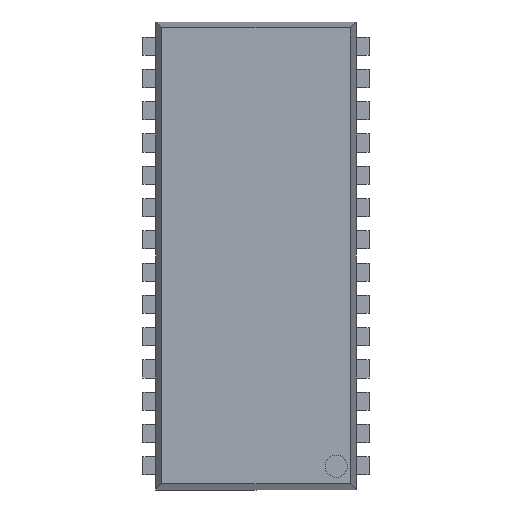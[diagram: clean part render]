
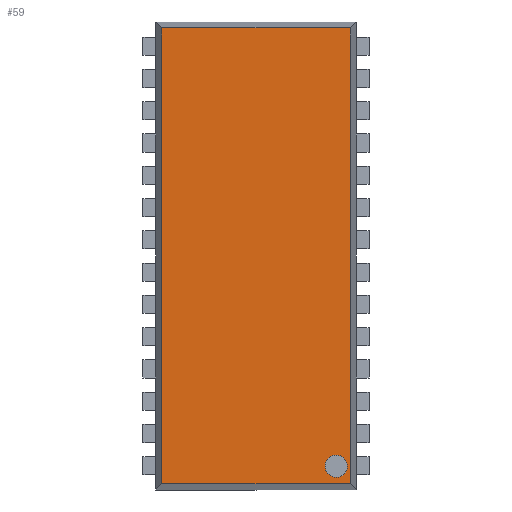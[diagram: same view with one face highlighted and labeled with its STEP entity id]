
A CAD part, top view. The second image highlights one B-rep face of the part: STEP entity #59.
In plain terms, the highlighted planar face has unit normal (0, 0, 1).
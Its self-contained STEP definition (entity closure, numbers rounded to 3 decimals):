
#33 = VERTEX_POINT('',#34);
#34 = CARTESIAN_POINT('',(3.159,-7.835,3.505));
#40 = EDGE_CURVE('',#41,#33,#43,.T.);
#41 = VERTEX_POINT('',#42);
#42 = CARTESIAN_POINT('',(3.159,-8.717,3.505));
#43 = CIRCLE('',#44,0.441);
#44 = AXIS2_PLACEMENT_3D('',#45,#46,#47);
#45 = CARTESIAN_POINT('',(3.159,-8.276,3.505));
#46 = DIRECTION('',(-0.,0.,-1.));
#47 = DIRECTION('',(0.,-1.,0.));
#59 = ADVANCED_FACE('',(#60,#70),#104,.T.);
#60 = FACE_BOUND('',#61,.T.);
#61 = EDGE_LOOP('',(#62,#63));
#62 = ORIENTED_EDGE('',*,*,#40,.T.);
#63 = ORIENTED_EDGE('',*,*,#64,.T.);
#64 = EDGE_CURVE('',#33,#41,#65,.T.);
#65 = CIRCLE('',#66,0.441);
#66 = AXIS2_PLACEMENT_3D('',#67,#68,#69);
#67 = CARTESIAN_POINT('',(3.159,-8.276,3.505));
#68 = DIRECTION('',(-0.,0.,-1.));
#69 = DIRECTION('',(0.,-1.,0.));
#70 = FACE_BOUND('',#71,.T.);
#71 = EDGE_LOOP('',(#72,#82,#90,#98));
#72 = ORIENTED_EDGE('',*,*,#73,.T.);
#73 = EDGE_CURVE('',#74,#76,#78,.T.);
#74 = VERTEX_POINT('',#75);
#75 = CARTESIAN_POINT('',(3.704,8.969,3.505));
#76 = VERTEX_POINT('',#77);
#77 = CARTESIAN_POINT('',(-3.704,8.969,3.505));
#78 = LINE('',#79,#80);
#79 = CARTESIAN_POINT('',(-3.898,8.969,3.505));
#80 = VECTOR('',#81,1.);
#81 = DIRECTION('',(-1.,0.,0.));
#82 = ORIENTED_EDGE('',*,*,#83,.T.);
#83 = EDGE_CURVE('',#76,#84,#86,.T.);
#84 = VERTEX_POINT('',#85);
#85 = CARTESIAN_POINT('',(-3.704,-8.969,3.505));
#86 = LINE('',#87,#88);
#87 = CARTESIAN_POINT('',(-3.704,-9.328,3.505));
#88 = VECTOR('',#89,1.);
#89 = DIRECTION('',(0.,-1.,0.));
#90 = ORIENTED_EDGE('',*,*,#91,.T.);
#91 = EDGE_CURVE('',#84,#92,#94,.T.);
#92 = VERTEX_POINT('',#93);
#93 = CARTESIAN_POINT('',(3.704,-8.969,3.505));
#94 = LINE('',#95,#96);
#95 = CARTESIAN_POINT('',(-3.898,-8.969,3.505));
#96 = VECTOR('',#97,1.);
#97 = DIRECTION('',(1.,0.,0.));
#98 = ORIENTED_EDGE('',*,*,#99,.T.);
#99 = EDGE_CURVE('',#92,#74,#100,.T.);
#100 = LINE('',#101,#102);
#101 = CARTESIAN_POINT('',(3.704,-9.328,3.505));
#102 = VECTOR('',#103,1.);
#103 = DIRECTION('',(0.,1.,0.));
#104 = PLANE('',#105);
#105 = AXIS2_PLACEMENT_3D('',#106,#107,#108);
#106 = CARTESIAN_POINT('',(-3.898,-9.328,3.505));
#107 = DIRECTION('',(0.,0.,1.));
#108 = DIRECTION('',(0.,1.,0.));
